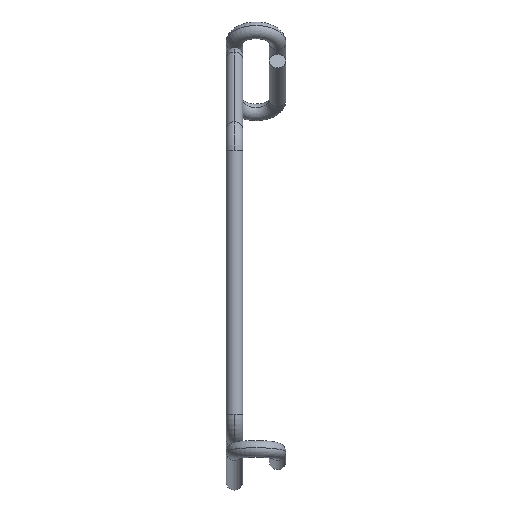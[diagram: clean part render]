
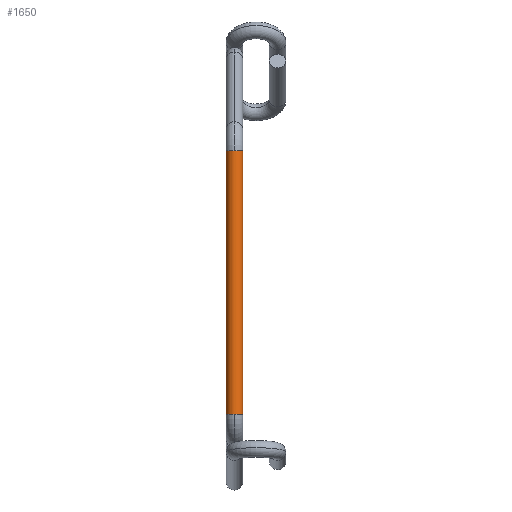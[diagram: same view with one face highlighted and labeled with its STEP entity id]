
A CAD part, front view. The second image highlights one B-rep face of the part: STEP entity #1650.
In plain terms, the highlighted cylindrical face has radius 6 mm (diameter 12 mm), a partial arc.
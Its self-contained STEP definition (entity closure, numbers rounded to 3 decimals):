
#40 = CARTESIAN_POINT ( 'NONE',  ( 0., -155.53, 225.623 ) ) ;
#53 = AXIS2_PLACEMENT_3D ( 'NONE', #2169, #1496, #289 ) ;
#63 = VERTEX_POINT ( 'NONE', #2176 ) ;
#111 = VERTEX_POINT ( 'NONE', #316 ) ;
#163 = CIRCLE ( 'NONE', #1330, 6. ) ;
#165 = CIRCLE ( 'NONE', #429, 6. ) ;
#207 = FACE_OUTER_BOUND ( 'NONE', #1191, .T. ) ;
#262 = CARTESIAN_POINT ( 'NONE',  ( 0., -149.53, 225.623 ) ) ;
#289 = DIRECTION ( 'NONE',  ( 0., -1., 0. ) ) ;
#316 = CARTESIAN_POINT ( 'NONE',  ( 0., -155.53, 36.662 ) ) ;
#362 = DIRECTION ( 'NONE',  ( 0., -1., 0. ) ) ;
#429 = AXIS2_PLACEMENT_3D ( 'NONE', #262, #1474, #438 ) ;
#438 = DIRECTION ( 'NONE',  ( 0., -1., 0. ) ) ;
#445 = DIRECTION ( 'NONE',  ( 0., 0., 1. ) ) ;
#548 = VERTEX_POINT ( 'NONE', #1087 ) ;
#575 = DIRECTION ( 'NONE',  ( 0., 0., 1. ) ) ;
#598 = EDGE_CURVE ( 'NONE', #1955, #548, #1219, .T. ) ;
#804 = CARTESIAN_POINT ( 'NONE',  ( 0., -149.53, 36.662 ) ) ;
#809 = EDGE_CURVE ( 'NONE', #111, #1955, #1152, .T. ) ;
#867 = EDGE_CURVE ( 'NONE', #1562, #1318, #165, .T. ) ;
#889 = CARTESIAN_POINT ( 'NONE',  ( 0., -149.53, 36.662 ) ) ;
#940 = CIRCLE ( 'NONE', #53, 6. ) ;
#1081 = VECTOR ( 'NONE', #1416, 1000. ) ;
#1087 = CARTESIAN_POINT ( 'NONE',  ( 6., -149.53, 225.623 ) ) ;
#1152 = CIRCLE ( 'NONE', #1729, 6. ) ;
#1161 = EDGE_CURVE ( 'NONE', #63, #111, #163, .T. ) ;
#1181 = CARTESIAN_POINT ( 'NONE',  ( -6., -149.53, 225.623 ) ) ;
#1191 = EDGE_LOOP ( 'NONE', ( #1561, #1480, #2152, #1711, #1963, #1655 ) ) ;
#1219 = LINE ( 'NONE', #1432, #1449 ) ;
#1257 = CARTESIAN_POINT ( 'NONE',  ( -6., -149.53, 36.662 ) ) ;
#1302 = EDGE_CURVE ( 'NONE', #63, #1562, #1766, .T. ) ;
#1318 = VERTEX_POINT ( 'NONE', #40 ) ;
#1330 = AXIS2_PLACEMENT_3D ( 'NONE', #889, #1399, #362 ) ;
#1399 = DIRECTION ( 'NONE',  ( 0., 0., 1. ) ) ;
#1415 = DIRECTION ( 'NONE',  ( 0., 0., 1. ) ) ;
#1416 = DIRECTION ( 'NONE',  ( 0., 0., 1. ) ) ;
#1432 = CARTESIAN_POINT ( 'NONE',  ( 6., -149.53, 36.662 ) ) ;
#1440 = CARTESIAN_POINT ( 'NONE',  ( 6., -149.53, 36.662 ) ) ;
#1449 = VECTOR ( 'NONE', #575, 1000. ) ;
#1474 = DIRECTION ( 'NONE',  ( 0., 0., 1. ) ) ;
#1480 = ORIENTED_EDGE ( 'NONE', *, *, #1161, .T. ) ;
#1496 = DIRECTION ( 'NONE',  ( 0., 0., 1. ) ) ;
#1561 = ORIENTED_EDGE ( 'NONE', *, *, #1302, .F. ) ;
#1562 = VERTEX_POINT ( 'NONE', #1181 ) ;
#1650 = ADVANCED_FACE ( 'NONE', ( #207 ), #2150, .T. ) ;
#1655 = ORIENTED_EDGE ( 'NONE', *, *, #867, .F. ) ;
#1711 = ORIENTED_EDGE ( 'NONE', *, *, #598, .T. ) ;
#1729 = AXIS2_PLACEMENT_3D ( 'NONE', #804, #445, #1830 ) ;
#1759 = DIRECTION ( 'NONE',  ( 1., 0., 0. ) ) ;
#1766 = LINE ( 'NONE', #1257, #1081 ) ;
#1830 = DIRECTION ( 'NONE',  ( 0., -1., 0. ) ) ;
#1955 = VERTEX_POINT ( 'NONE', #1440 ) ;
#1963 = ORIENTED_EDGE ( 'NONE', *, *, #2160, .F. ) ;
#2008 = AXIS2_PLACEMENT_3D ( 'NONE', #2091, #1415, #1759 ) ;
#2091 = CARTESIAN_POINT ( 'NONE',  ( 0., -149.53, 36.662 ) ) ;
#2150 = CYLINDRICAL_SURFACE ( 'NONE', #2008, 6. ) ;
#2152 = ORIENTED_EDGE ( 'NONE', *, *, #809, .T. ) ;
#2160 = EDGE_CURVE ( 'NONE', #1318, #548, #940, .T. ) ;
#2169 = CARTESIAN_POINT ( 'NONE',  ( 0., -149.53, 225.623 ) ) ;
#2176 = CARTESIAN_POINT ( 'NONE',  ( -6., -149.53, 36.662 ) ) ;
